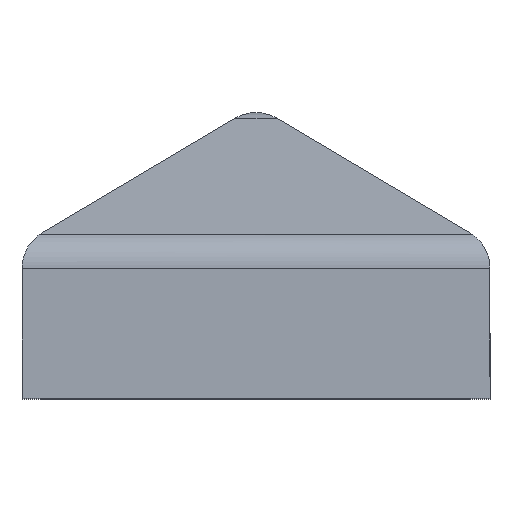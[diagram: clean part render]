
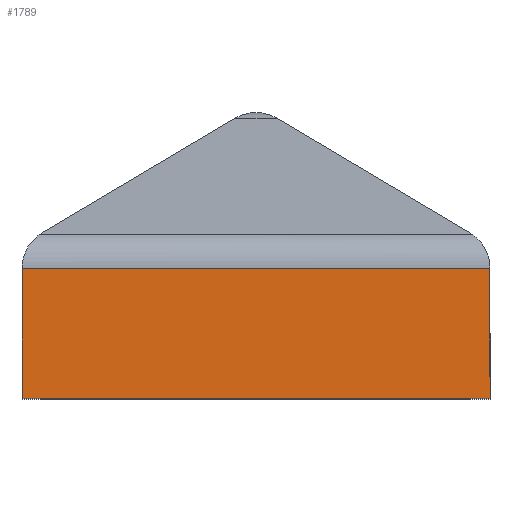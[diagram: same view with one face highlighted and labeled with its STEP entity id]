
A CAD part, top view. The second image highlights one B-rep face of the part: STEP entity #1789.
In plain terms, the highlighted planar face has unit normal (0, 0, 1).
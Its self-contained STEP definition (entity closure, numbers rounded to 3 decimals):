
#263 = ORIENTED_EDGE ( 'NONE', *, *, #1328, .T. ) ;
#717 = ORIENTED_EDGE ( 'NONE', *, *, #1851, .T. ) ;
#991 = EDGE_CURVE ( 'NONE', #8833, #7977, #9245, .T. ) ;
#1328 = EDGE_CURVE ( 'NONE', #7977, #9172, #8843, .T. ) ;
#1789 = ADVANCED_FACE ( 'NONE', ( #11914 ), #12627, .T. ) ;
#1851 = EDGE_CURVE ( 'NONE', #10203, #8833, #13142, .T. ) ;
#1993 = DIRECTION ( 'NONE',  ( 1., 0., 0. ) ) ;
#2355 = VECTOR ( 'NONE', #1993, 1000. ) ;
#5559 = CARTESIAN_POINT ( 'NONE',  ( 16.75, 9.296, 21.75 ) ) ;
#5968 = ORIENTED_EDGE ( 'NONE', *, *, #11075, .F. ) ;
#6018 = EDGE_LOOP ( 'NONE', ( #5968, #717, #8021, #263 ) ) ;
#6051 = DIRECTION ( 'NONE',  ( 1., 0., 0. ) ) ;
#6099 = CARTESIAN_POINT ( 'NONE',  ( -13.75, 9.296, 21.75 ) ) ;
#6319 = DIRECTION ( 'NONE',  ( 0., -1., 0. ) ) ;
#6968 = VECTOR ( 'NONE', #6319, 1000. ) ;
#7176 = DIRECTION ( 'NONE',  ( 0., 1., 0. ) ) ;
#7645 = CARTESIAN_POINT ( 'NONE',  ( -16.75, 0., 21.75 ) ) ;
#7977 = VERTEX_POINT ( 'NONE', #16548 ) ;
#8021 = ORIENTED_EDGE ( 'NONE', *, *, #991, .T. ) ;
#8126 = DIRECTION ( 'NONE',  ( 1., 0., 0. ) ) ;
#8833 = VERTEX_POINT ( 'NONE', #10439 ) ;
#8843 = LINE ( 'NONE', #5559, #17145 ) ;
#9172 = VERTEX_POINT ( 'NONE', #10201 ) ;
#9245 = LINE ( 'NONE', #16663, #2355 ) ;
#9428 = AXIS2_PLACEMENT_3D ( 'NONE', #6099, #13949, #6051 ) ;
#10201 = CARTESIAN_POINT ( 'NONE',  ( 16.75, 9.296, 21.75 ) ) ;
#10203 = VERTEX_POINT ( 'NONE', #10896 ) ;
#10439 = CARTESIAN_POINT ( 'NONE',  ( -16.75, 0., 21.75 ) ) ;
#10880 = VECTOR ( 'NONE', #8126, 1000. ) ;
#10896 = CARTESIAN_POINT ( 'NONE',  ( -16.75, 9.296, 21.75 ) ) ;
#11075 = EDGE_CURVE ( 'NONE', #10203, #9172, #14826, .T. ) ;
#11914 = FACE_OUTER_BOUND ( 'NONE', #6018, .T. ) ;
#12627 = PLANE ( 'NONE',  #9428 ) ;
#13142 = LINE ( 'NONE', #7645, #6968 ) ;
#13949 = DIRECTION ( 'NONE',  ( 0., 0., 1. ) ) ;
#14742 = CARTESIAN_POINT ( 'NONE',  ( -26.75, 9.296, 21.75 ) ) ;
#14826 = LINE ( 'NONE', #14742, #10880 ) ;
#16548 = CARTESIAN_POINT ( 'NONE',  ( 16.75, 0., 21.75 ) ) ;
#16663 = CARTESIAN_POINT ( 'NONE',  ( -16.75, 0., 21.75 ) ) ;
#17145 = VECTOR ( 'NONE', #7176, 1000. ) ;
